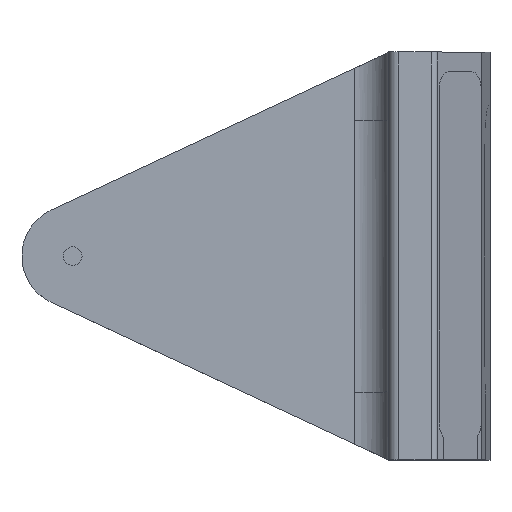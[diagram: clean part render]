
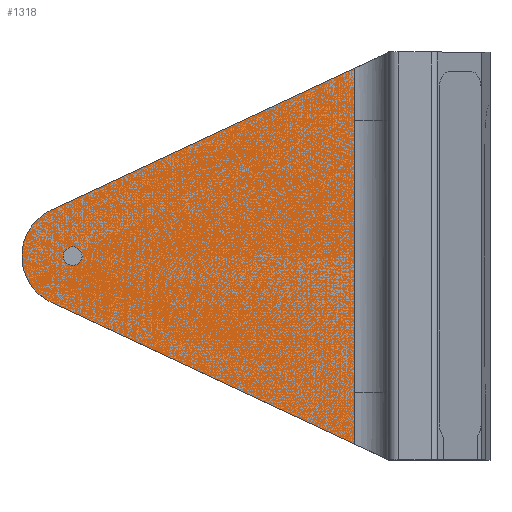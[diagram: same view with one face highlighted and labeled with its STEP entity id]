
A CAD part, top view. The second image highlights one B-rep face of the part: STEP entity #1318.
In plain terms, the highlighted planar face has unit normal (0, 0, 1).
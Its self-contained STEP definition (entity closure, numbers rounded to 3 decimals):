
#38=FACE_BOUND('',#180,.T.);
#50=B_SPLINE_CURVE_WITH_KNOTS('',3,(#2022,#2023,#2024,#2025,#2026),
 .UNSPECIFIED.,.F.,.F.,(4,1,4),(-0.265,-0.113,0.),
 .UNSPECIFIED.);
#64=PLANE('',#1412);
#107=FACE_OUTER_BOUND('',#179,.T.);
#179=EDGE_LOOP('',(#926,#927,#928,#929,#930,#931,#932,#933,#934,#935));
#180=EDGE_LOOP('',(#936));
#280=LINE('',#1993,#406);
#281=LINE('',#2041,#407);
#283=LINE('',#2045,#409);
#284=LINE('',#2047,#410);
#285=LINE('',#2049,#411);
#286=LINE('',#2053,#412);
#287=LINE('',#2055,#413);
#288=LINE('',#2056,#414);
#406=VECTOR('',#1579,10.);
#407=VECTOR('',#1586,10.);
#409=VECTOR('',#1590,10.);
#410=VECTOR('',#1591,10.);
#411=VECTOR('',#1592,10.);
#412=VECTOR('',#1595,10.);
#413=VECTOR('',#1596,10.);
#414=VECTOR('',#1597,10.);
#516=CIRCLE('',#1413,15.);
#517=CIRCLE('',#1414,2.75);
#581=VERTEX_POINT('',#1987);
#583=VERTEX_POINT('',#1991);
#585=VERTEX_POINT('',#2020);
#587=VERTEX_POINT('',#2038);
#589=VERTEX_POINT('',#2044);
#590=VERTEX_POINT('',#2046);
#591=VERTEX_POINT('',#2048);
#592=VERTEX_POINT('',#2050);
#593=VERTEX_POINT('',#2052);
#594=VERTEX_POINT('',#2054);
#595=VERTEX_POINT('',#2057);
#714=EDGE_CURVE('',#583,#581,#280,.T.);
#716=EDGE_CURVE('',#585,#583,#50,.T.);
#720=EDGE_CURVE('',#587,#585,#281,.T.);
#722=EDGE_CURVE('',#587,#589,#283,.T.);
#723=EDGE_CURVE('',#590,#589,#284,.T.);
#724=EDGE_CURVE('',#591,#590,#285,.T.);
#725=EDGE_CURVE('',#592,#591,#516,.T.);
#726=EDGE_CURVE('',#593,#592,#286,.T.);
#727=EDGE_CURVE('',#594,#593,#287,.T.);
#728=EDGE_CURVE('',#594,#581,#288,.T.);
#729=EDGE_CURVE('',#595,#595,#517,.T.);
#926=ORIENTED_EDGE('',*,*,#714,.F.);
#927=ORIENTED_EDGE('',*,*,#716,.F.);
#928=ORIENTED_EDGE('',*,*,#720,.F.);
#929=ORIENTED_EDGE('',*,*,#722,.T.);
#930=ORIENTED_EDGE('',*,*,#723,.F.);
#931=ORIENTED_EDGE('',*,*,#724,.F.);
#932=ORIENTED_EDGE('',*,*,#725,.F.);
#933=ORIENTED_EDGE('',*,*,#726,.F.);
#934=ORIENTED_EDGE('',*,*,#727,.F.);
#935=ORIENTED_EDGE('',*,*,#728,.T.);
#936=ORIENTED_EDGE('',*,*,#729,.F.);
#1318=ADVANCED_FACE('',(#107,#38),#64,.T.);
#1412=AXIS2_PLACEMENT_3D('',#2043,#1588,#1589);
#1413=AXIS2_PLACEMENT_3D('',#2051,#1593,#1594);
#1414=AXIS2_PLACEMENT_3D('',#2058,#1598,#1599);
#1579=DIRECTION('',(0.,-1.,0.));
#1586=DIRECTION('',(0.,-1.,0.));
#1588=DIRECTION('center_axis',(0.,0.,1.));
#1589=DIRECTION('ref_axis',(1.,0.,0.));
#1590=DIRECTION('',(-1.,0.,0.));
#1591=DIRECTION('',(0.,-1.,0.));
#1592=DIRECTION('',(0.906,0.423,0.));
#1593=DIRECTION('center_axis',(0.,0.,-1.));
#1594=DIRECTION('ref_axis',(1.,0.,0.));
#1595=DIRECTION('',(-0.906,0.423,0.));
#1596=DIRECTION('',(0.,-1.,0.));
#1597=DIRECTION('',(1.,0.,0.));
#1598=DIRECTION('center_axis',(0.,0.,1.));
#1599=DIRECTION('ref_axis',(1.,0.,0.));
#1987=CARTESIAN_POINT('',(248.416,-40.,366.734));
#1991=CARTESIAN_POINT('',(248.416,-1.323,366.734));
#1993=CARTESIAN_POINT('',(248.416,0.,366.734));
#2020=CARTESIAN_POINT('',(248.416,1.323,366.734));
#2022=CARTESIAN_POINT('Ctrl Pts',(248.416,1.323,366.734));
#2023=CARTESIAN_POINT('Ctrl Pts',(248.416,0.819,366.734));
#2024=CARTESIAN_POINT('Ctrl Pts',(248.471,-0.063,366.734));
#2025=CARTESIAN_POINT('Ctrl Pts',(248.416,-0.945,366.734));
#2026=CARTESIAN_POINT('Ctrl Pts',(248.416,-1.323,366.734));
#2038=CARTESIAN_POINT('',(248.416,40.,366.734));
#2041=CARTESIAN_POINT('',(248.416,0.,366.734));
#2043=CARTESIAN_POINT('Origin',(194.996,0.,366.734));
#2044=CARTESIAN_POINT('',(238.993,40.,366.734));
#2045=CARTESIAN_POINT('',(226.018,40.,366.734));
#2046=CARTESIAN_POINT('',(238.993,55.328,366.734));
#2047=CARTESIAN_POINT('',(238.993,0.,366.734));
#2048=CARTESIAN_POINT('',(149.651,13.59,366.734));
#2049=CARTESIAN_POINT('',(215.327,44.272,366.734));
#2050=CARTESIAN_POINT('',(149.651,-13.59,366.734));
#2051=CARTESIAN_POINT('Origin',(156.,0.,366.734));
#2052=CARTESIAN_POINT('',(238.993,-55.328,366.734));
#2053=CARTESIAN_POINT('',(165.656,-21.067,366.734));
#2054=CARTESIAN_POINT('',(238.993,-40.,366.734));
#2055=CARTESIAN_POINT('',(238.993,0.,366.734));
#2056=CARTESIAN_POINT('',(226.018,-40.,366.734));
#2057=CARTESIAN_POINT('',(153.25,0.,366.734));
#2058=CARTESIAN_POINT('Origin',(156.,0.,366.734));
